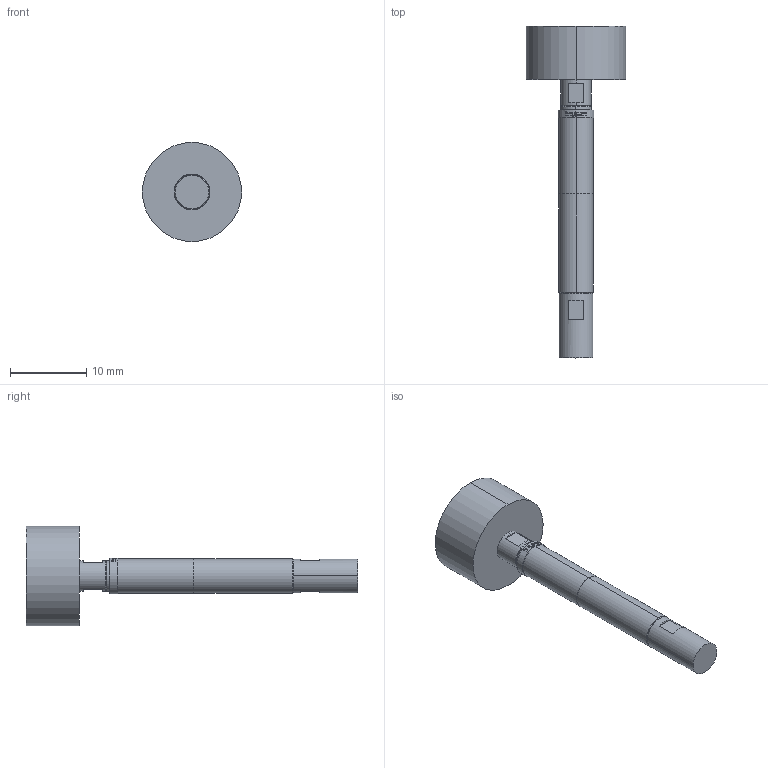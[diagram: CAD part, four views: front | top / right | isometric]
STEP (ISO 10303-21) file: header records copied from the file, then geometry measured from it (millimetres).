
FILE_DESCRIPTION (( 'STEP AP203' ), '1' );
FILE_NAME ('INGUN_HFS-8x0_303_150_A_xx43_QN.STEP', '2022-04-26T12:33:25', ( 'ochi' ), ( '' ), 'SwSTEP 2.0', 'SolidWorks 2018', '' );
FILE_SCHEMA (( 'CONFIG_CONTROL_DESIGN' ));
Length unit declared in the file: millimetre
Products named in the file (1): INGUN_HFS-8x0_303_150_A_xx43_QN
Bounding box: 13 x 43.5 x 13 mm (x, y, z)
Volume: 890.9 mm3; surface area: 1296.1 mm2
Topology: 1 solids, 1 shells, 134 faces, 326 edges, 211 vertices
Faces by surface type: plane 53, bspline 35, cylinder 34, cone 8, torus 4
Entity records: 4937 total; most frequent: CARTESIAN_POINT 2136, ORIENTED_EDGE 648, DIRECTION 408, EDGE_CURVE 324, VERTEX_POINT 211, B_SPLINE_CURVE_WITH_KNOTS 193, AXIS2_PLACEMENT_3D 177, EDGE_LOOP 153
